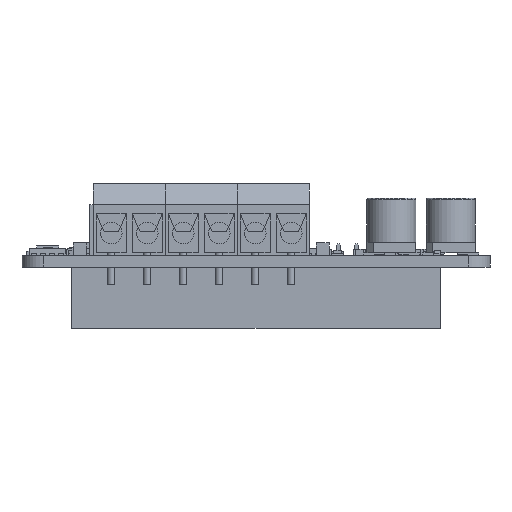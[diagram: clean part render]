
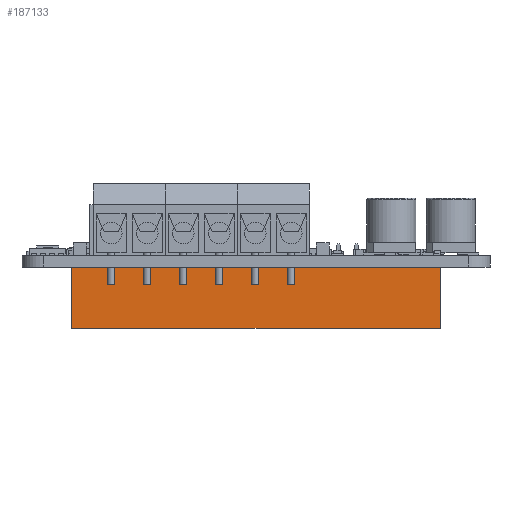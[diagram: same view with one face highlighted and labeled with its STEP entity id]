
A CAD part, front view. The second image highlights one B-rep face of the part: STEP entity #187133.
In plain terms, the highlighted planar face has unit normal (0, -1, 0).
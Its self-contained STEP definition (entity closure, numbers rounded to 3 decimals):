
#2040 = LINE ( 'NONE', #85021, #40049 ) ;
#3024 = LINE ( 'NONE', #38346, #20904 ) ;
#4848 = EDGE_CURVE ( 'NONE', #55129, #74021, #195190, .T. ) ;
#11408 = CARTESIAN_POINT ( 'NONE',  ( 7.1, 50.03, 0. ) ) ;
#13619 = ORIENTED_EDGE ( 'NONE', *, *, #204559, .T. ) ;
#15766 = ORIENTED_EDGE ( 'NONE', *, *, #4848, .F. ) ;
#20904 = VECTOR ( 'NONE', #100590, 1000. ) ;
#21917 = CARTESIAN_POINT ( 'NONE',  ( 6.9, 50.03, 0. ) ) ;
#29488 = ORIENTED_EDGE ( 'NONE', *, *, #90613, .F. ) ;
#30436 = EDGE_LOOP ( 'NONE', ( #192534, #29488, #13619, #15766 ) ) ;
#30726 = VERTEX_POINT ( 'NONE', #21917 ) ;
#38346 = CARTESIAN_POINT ( 'NONE',  ( 6.9, 50.03, 0. ) ) ;
#38559 = CARTESIAN_POINT ( 'NONE',  ( 58.1, 50.03, -8.5 ) ) ;
#40049 = VECTOR ( 'NONE', #133054, 1000. ) ;
#51424 = VERTEX_POINT ( 'NONE', #100720 ) ;
#55129 = VERTEX_POINT ( 'NONE', #161204 ) ;
#71803 = CARTESIAN_POINT ( 'NONE',  ( 58.1, 50.03, -8.5 ) ) ;
#74021 = VERTEX_POINT ( 'NONE', #38559 ) ;
#80338 = PLANE ( 'NONE',  #137478 ) ;
#85021 = CARTESIAN_POINT ( 'NONE',  ( 7.1, 50.03, -8.5 ) ) ;
#90613 = EDGE_CURVE ( 'NONE', #51424, #30726, #3024, .T. ) ;
#100590 = DIRECTION ( 'NONE',  ( 0., 0., 1. ) ) ;
#100720 = CARTESIAN_POINT ( 'NONE',  ( 6.9, 50.03, -8.5 ) ) ;
#104317 = DIRECTION ( 'NONE',  ( 0., 0., -1. ) ) ;
#111484 = DIRECTION ( 'NONE',  ( 0., 0., -1. ) ) ;
#115707 = LINE ( 'NONE', #11408, #189168 ) ;
#126939 = DIRECTION ( 'NONE',  ( 0., -1., 0. ) ) ;
#129327 = VECTOR ( 'NONE', #104317, 1000. ) ;
#133054 = DIRECTION ( 'NONE',  ( 1., 0., 0. ) ) ;
#137478 = AXIS2_PLACEMENT_3D ( 'NONE', #208408, #126939, #111484 ) ;
#144518 = FACE_OUTER_BOUND ( 'NONE', #30436, .T. ) ;
#155751 = DIRECTION ( 'NONE',  ( 1., 0., 0. ) ) ;
#161204 = CARTESIAN_POINT ( 'NONE',  ( 58.1, 50.03, 0. ) ) ;
#170580 = EDGE_CURVE ( 'NONE', #30726, #55129, #115707, .T. ) ;
#187133 = ADVANCED_FACE ( 'NONE', ( #144518 ), #80338, .T. ) ;
#189168 = VECTOR ( 'NONE', #155751, 1000. ) ;
#192534 = ORIENTED_EDGE ( 'NONE', *, *, #170580, .F. ) ;
#195190 = LINE ( 'NONE', #71803, #129327 ) ;
#204559 = EDGE_CURVE ( 'NONE', #51424, #74021, #2040, .T. ) ;
#208408 = CARTESIAN_POINT ( 'NONE',  ( 7.1, 50.03, -8.5 ) ) ;
